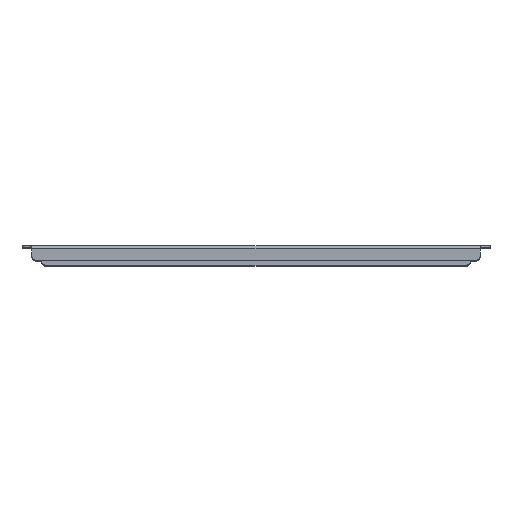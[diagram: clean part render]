
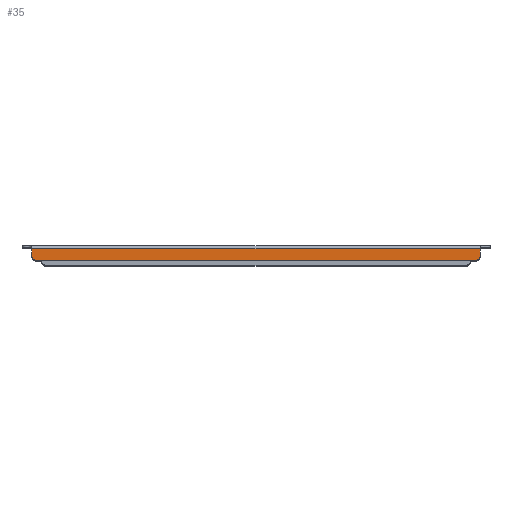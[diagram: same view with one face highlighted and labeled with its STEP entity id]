
A CAD part, top view. The second image highlights one B-rep face of the part: STEP entity #35.
In plain terms, the highlighted planar face has unit normal (0, 0, 1).
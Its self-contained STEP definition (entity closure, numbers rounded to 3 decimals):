
#35 = ADVANCED_FACE ( 'NONE', ( #1027 ), #259, .T. ) ;
#130 = EDGE_CURVE ( 'NONE', #2638, #1071, #614, .T. ) ;
#160 = DIRECTION ( 'NONE',  ( -1., 0., 0. ) ) ;
#247 = LINE ( 'NONE', #1309, #2349 ) ;
#259 = PLANE ( 'NONE',  #3079 ) ;
#386 = LINE ( 'NONE', #3125, #3444 ) ;
#468 = DIRECTION ( 'NONE',  ( 0., -1., 0. ) ) ;
#549 = CARTESIAN_POINT ( 'NONE',  ( 223.25, -10., 47.45 ) ) ;
#614 = CIRCLE ( 'NONE', #2331, 5. ) ;
#700 = CARTESIAN_POINT ( 'NONE',  ( -228.25, -3., 47.45 ) ) ;
#716 = CARTESIAN_POINT ( 'NONE',  ( -223.25, -15., 47.45 ) ) ;
#751 = LINE ( 'NONE', #1860, #1185 ) ;
#1016 = ORIENTED_EDGE ( 'NONE', *, *, #1132, .F. ) ;
#1027 = FACE_OUTER_BOUND ( 'NONE', #2859, .T. ) ;
#1071 = VERTEX_POINT ( 'NONE', #1524 ) ;
#1132 = EDGE_CURVE ( 'NONE', #2638, #1426, #751, .T. ) ;
#1185 = VECTOR ( 'NONE', #2410, 1000. ) ;
#1219 = DIRECTION ( 'NONE',  ( 0., -1., 0. ) ) ;
#1252 = DIRECTION ( 'NONE',  ( 0., 0., 1. ) ) ;
#1309 = CARTESIAN_POINT ( 'NONE',  ( -228.25, -1.5, 47.45 ) ) ;
#1395 = DIRECTION ( 'NONE',  ( 0., 0., 1. ) ) ;
#1426 = VERTEX_POINT ( 'NONE', #716 ) ;
#1496 = LINE ( 'NONE', #2597, #1595 ) ;
#1524 = CARTESIAN_POINT ( 'NONE',  ( 228.25, -10., 47.45 ) ) ;
#1595 = VECTOR ( 'NONE', #160, 1000. ) ;
#1652 = ORIENTED_EDGE ( 'NONE', *, *, #2909, .F. ) ;
#1684 = VERTEX_POINT ( 'NONE', #2803 ) ;
#1775 = ORIENTED_EDGE ( 'NONE', *, *, #130, .T. ) ;
#1860 = CARTESIAN_POINT ( 'NONE',  ( -228.25, -15., 47.45 ) ) ;
#1963 = ORIENTED_EDGE ( 'NONE', *, *, #3184, .T. ) ;
#2158 = CARTESIAN_POINT ( 'NONE',  ( 223.25, -15., 47.45 ) ) ;
#2229 = ORIENTED_EDGE ( 'NONE', *, *, #3536, .T. ) ;
#2286 = DIRECTION ( 'NONE',  ( 0., 0., 1. ) ) ;
#2331 = AXIS2_PLACEMENT_3D ( 'NONE', #549, #1395, #2498 ) ;
#2349 = VECTOR ( 'NONE', #3472, 1000. ) ;
#2410 = DIRECTION ( 'NONE',  ( -1., 0., 0. ) ) ;
#2436 = EDGE_CURVE ( 'NONE', #2643, #1071, #386, .T. ) ;
#2467 = CIRCLE ( 'NONE', #3218, 5. ) ;
#2498 = DIRECTION ( 'NONE',  ( 0., -1., 0. ) ) ;
#2538 = DIRECTION ( 'NONE',  ( 0., -1., 0. ) ) ;
#2597 = CARTESIAN_POINT ( 'NONE',  ( 0., -3., 47.45 ) ) ;
#2638 = VERTEX_POINT ( 'NONE', #2158 ) ;
#2643 = VERTEX_POINT ( 'NONE', #2721 ) ;
#2711 = VERTEX_POINT ( 'NONE', #700 ) ;
#2721 = CARTESIAN_POINT ( 'NONE',  ( 228.25, -3., 47.45 ) ) ;
#2803 = CARTESIAN_POINT ( 'NONE',  ( -228.25, -10., 47.45 ) ) ;
#2859 = EDGE_LOOP ( 'NONE', ( #1652, #2229, #1016, #1775, #3273, #1963 ) ) ;
#2909 = EDGE_CURVE ( 'NONE', #1684, #2711, #247, .T. ) ;
#3079 = AXIS2_PLACEMENT_3D ( 'NONE', #3241, #1252, #468 ) ;
#3125 = CARTESIAN_POINT ( 'NONE',  ( 228.25, -15., 47.45 ) ) ;
#3134 = CARTESIAN_POINT ( 'NONE',  ( -223.25, -10., 47.45 ) ) ;
#3184 = EDGE_CURVE ( 'NONE', #2643, #2711, #1496, .T. ) ;
#3218 = AXIS2_PLACEMENT_3D ( 'NONE', #3134, #2286, #2538 ) ;
#3241 = CARTESIAN_POINT ( 'NONE',  ( 0., 0., 47.45 ) ) ;
#3273 = ORIENTED_EDGE ( 'NONE', *, *, #2436, .F. ) ;
#3444 = VECTOR ( 'NONE', #1219, 1000. ) ;
#3472 = DIRECTION ( 'NONE',  ( 0., 1., 0. ) ) ;
#3536 = EDGE_CURVE ( 'NONE', #1684, #1426, #2467, .T. ) ;
